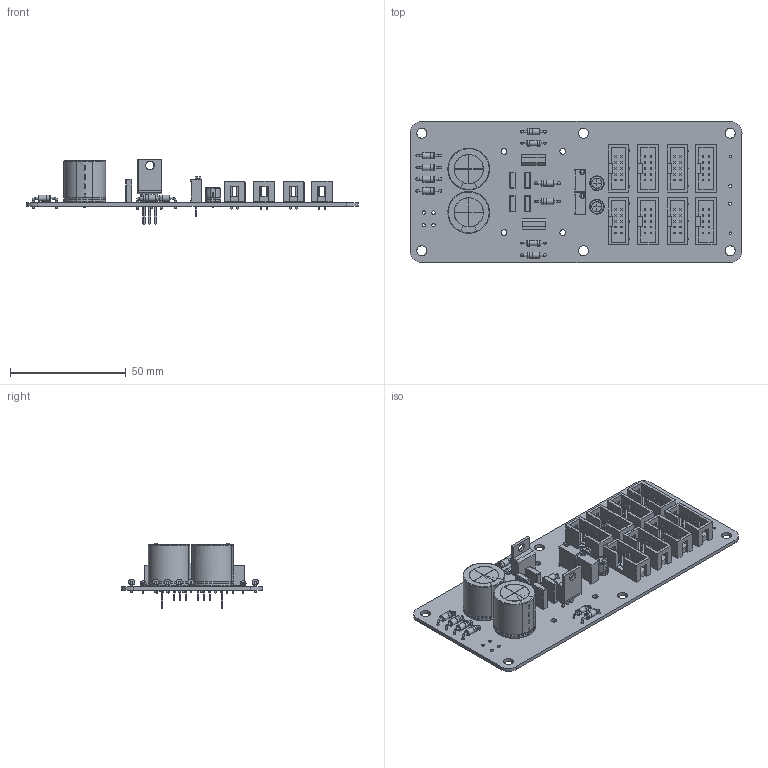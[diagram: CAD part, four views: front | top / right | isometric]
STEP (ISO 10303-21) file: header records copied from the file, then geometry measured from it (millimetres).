
FILE_DESCRIPTION(('KiCad electronic assembly'),'2;1');
FILE_NAME('power_supply-3D.step','2022-07-16T13:25:21',('Pcbnew'),( 'Kicad'),'Open CASCADE STEP processor 7.5','KiCad to STEP converter' ,'Unknown');
FILE_SCHEMA(('AUTOMOTIVE_DESIGN { 1 0 10303 214 1 1 1 1 }'));
Length unit declared in the file: millimetre
Products named in the file (19): power_supply-3D 1; TO-220-3_Vertical; SOLID; R_Axial_DIN0207_L6.3mm_D2.5mm_P10.16mm_Horizontal; D_DO-41_SOD81_P10.16mm_Horizontal; IDC-Header_2x05_P2.54mm_Vertical; CP_Radial_D18.0mm_P7.50mm; Potentiometer_Bourns_3296W_Vertical; C_Rect_L7.0mm_W2.5mm_P5.00mm; CP_Radial_D6.3mm_P2.50mm; tmp9qccqakn PCB; power_supply-3D 2
Assembly tree (39 placements, depth 3):
  power_supply-3D 1
    TO-220-3_Vertical  x2
      SOLID
    R_Axial_DIN0207_L6.3mm_D2.5mm_P10.16mm_Horizontal  x2
      SOLID
    D_DO-41_SOD81_P10.16mm_Horizontal  x8
      SOLID
    IDC-Header_2x05_P2.54mm_Vertical  x8
      SOLID
    CP_Radial_D18.0mm_P7.50mm  x2
      SOLID
    Potentiometer_Bourns_3296W_Vertical  x2
      SOLID
    C_Rect_L7.0mm_W2.5mm_P5.00mm  x4
      SOLID
    CP_Radial_D6.3mm_P2.50mm  x2
      SOLID
    tmp9qccqakn PCB
  power_supply-3D 2
Bounding box: 143.51 x 60.96 x 28.52 mm (x, y, z)
Volume: 32329.4 mm3; surface area: 37165.6 mm2
Topology: 31 solids, 35 shells, 2526 faces, 5958 edges, 3734 vertices
Faces by surface type: bspline 2370, cylinder 150, plane 6
Full cylindrical faces by diameter (mm): 0.8 x22, 1 x82, 1.1 x22, 1.2 x4, 1.3 x2, 1.4 x4, 2.5 x4, 4.3 x6
Entity records: 43432 total; most frequent: CARTESIAN_POINT 16557, ORIENTED_EDGE 3062, PCURVE 3062, DEFINITIONAL_REPRESENTATION 3062, B_SPLINE_CURVE_WITH_KNOTS 2903, DIRECTION 1778, EDGE_CURVE 1531, SURFACE_CURVE 1348
